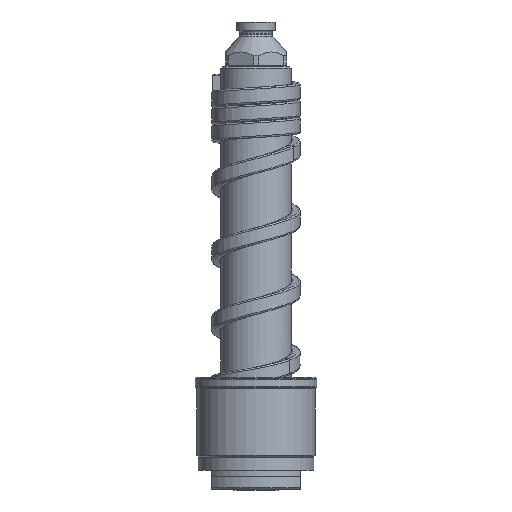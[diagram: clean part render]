
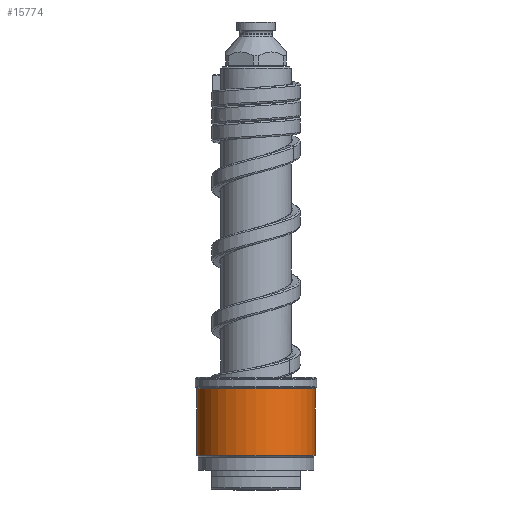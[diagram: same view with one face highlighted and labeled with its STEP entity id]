
A CAD part, front view. The second image highlights one B-rep face of the part: STEP entity #15774.
In plain terms, the highlighted cylindrical face has radius 18.5 mm (diameter 37 mm), a partial arc.
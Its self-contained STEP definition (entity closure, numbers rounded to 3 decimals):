
#6044=CARTESIAN_POINT('',(0.,0.,10.583));
#6045=DIRECTION('',(0.,0.,1.));
#6046=DIRECTION('',(-1.,0.,0.));
#6047=AXIS2_PLACEMENT_3D('',#6044,#6045,#6046);
#6049=DIRECTION('',(0.,0.,-1.));
#6050=VECTOR('',#6049,20.834);
#6051=CARTESIAN_POINT('',(-18.5,0.,31.417));
#6052=LINE('',#6051,#6050);
#6053=CARTESIAN_POINT('',(0.,0.,31.417));
#6054=DIRECTION('',(0.,0.,1.));
#6055=DIRECTION('',(-1.,0.,0.));
#6056=AXIS2_PLACEMENT_3D('',#6053,#6054,#6055);
#6058=DIRECTION('',(0.,0.,-1.));
#6059=VECTOR('',#6058,20.834);
#6060=CARTESIAN_POINT('',(18.5,0.,31.417));
#6061=LINE('',#6060,#6059);
#6719=CARTESIAN_POINT('',(18.5,0.,31.417));
#6720=CARTESIAN_POINT('',(-18.5,0.,31.417));
#6721=VERTEX_POINT('',#6719);
#6722=VERTEX_POINT('',#6720);
#6745=CARTESIAN_POINT('',(18.5,0.,10.583));
#6746=VERTEX_POINT('',#6745);
#6747=CARTESIAN_POINT('',(-18.5,0.,10.583));
#6748=VERTEX_POINT('',#6747);
#15760=CARTESIAN_POINT('',(0.,0.,8.75));
#15761=DIRECTION('',(0.,0.,1.));
#15762=DIRECTION('',(-1.,0.,0.));
#15763=AXIS2_PLACEMENT_3D('',#15760,#15761,#15762);
#15764=CYLINDRICAL_SURFACE('',#15763,18.5);
#15766=ORIENTED_EDGE('',*,*,#15765,.F.);
#15768=ORIENTED_EDGE('',*,*,#15767,.F.);
#15769=ORIENTED_EDGE('',*,*,#15750,.T.);
#15771=ORIENTED_EDGE('',*,*,#15770,.T.);
#15772=EDGE_LOOP('',(#15766,#15768,#15769,#15771));
#15773=FACE_OUTER_BOUND('',#15772,.F.);
#6048=CIRCLE('',#6047,18.5);
#6057=CIRCLE('',#6056,18.5);
#15750=EDGE_CURVE('',#6722,#6721,#6057,.T.);
#15765=EDGE_CURVE('',#6748,#6746,#6048,.T.);
#15767=EDGE_CURVE('',#6722,#6748,#6052,.T.);
#15770=EDGE_CURVE('',#6721,#6746,#6061,.T.);
#15774=ADVANCED_FACE('',(#15773),#15764,.T.);
